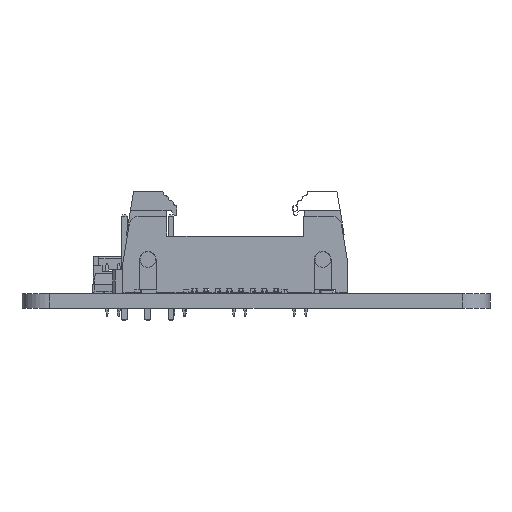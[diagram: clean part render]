
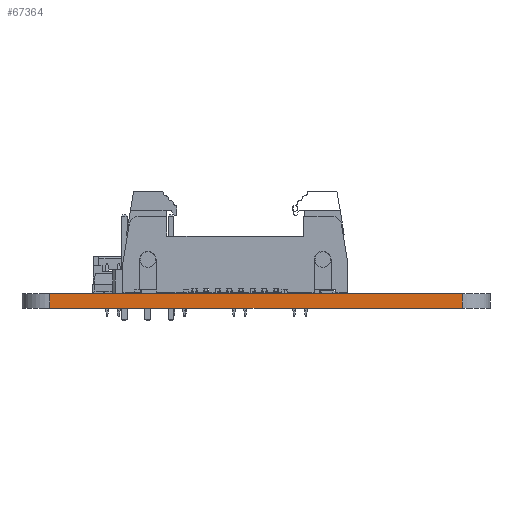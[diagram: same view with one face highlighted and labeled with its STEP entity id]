
A CAD part, front view. The second image highlights one B-rep face of the part: STEP entity #67364.
In plain terms, the highlighted planar face has unit normal (0, -1, 0).
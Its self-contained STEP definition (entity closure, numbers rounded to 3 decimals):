
#65758 = PLANE('',#65759);
#65759 = AXIS2_PLACEMENT_3D('',#65760,#65761,#65762);
#65760 = CARTESIAN_POINT('',(0.001,0.,1.6)
  );
#65761 = DIRECTION('',(0.,0.,1.));
#65762 = DIRECTION('',(1.,0.,-0.));
#65812 = PLANE('',#65813);
#65813 = AXIS2_PLACEMENT_3D('',#65814,#65815,#65816);
#65814 = CARTESIAN_POINT('',(0.001,0.,0.));
#65815 = DIRECTION('',(0.,0.,1.));
#65816 = DIRECTION('',(1.,0.,-0.));
#66037 = VERTEX_POINT('',#66038);
#66038 = CARTESIAN_POINT('',(-22.499,-17.5,0.));
#66053 = CYLINDRICAL_SURFACE('',#66054,3.);
#66054 = AXIS2_PLACEMENT_3D('',#66055,#66056,#66057);
#66055 = CARTESIAN_POINT('',(-22.499,-14.5,0.));
#66056 = DIRECTION('',(-0.,-0.,-1.));
#66057 = DIRECTION('',(1.,0.,-0.));
#66065 = EDGE_CURVE('',#66037,#66066,#66068,.T.);
#66066 = VERTEX_POINT('',#66067);
#66067 = CARTESIAN_POINT('',(22.501,-17.5,0.));
#66068 = SURFACE_CURVE('',#66069,(#66073,#66080),.PCURVE_S1.);
#66069 = LINE('',#66070,#66071);
#66070 = CARTESIAN_POINT('',(-22.499,-17.5,0.));
#66071 = VECTOR('',#66072,1.);
#66072 = DIRECTION('',(1.,0.,0.));
#66073 = PCURVE('',#65812,#66074);
#66074 = DEFINITIONAL_REPRESENTATION('',(#66075),#66079);
#66075 = LINE('',#66076,#66077);
#66076 = CARTESIAN_POINT('',(-22.5,-17.5));
#66077 = VECTOR('',#66078,1.);
#66078 = DIRECTION('',(1.,0.));
#66079 = ( GEOMETRIC_REPRESENTATION_CONTEXT(2) 
PARAMETRIC_REPRESENTATION_CONTEXT() REPRESENTATION_CONTEXT('2D SPACE',''
  ) );
#66080 = PCURVE('',#66081,#66086);
#66081 = PLANE('',#66082);
#66082 = AXIS2_PLACEMENT_3D('',#66083,#66084,#66085);
#66083 = CARTESIAN_POINT('',(-22.499,-17.5,0.));
#66084 = DIRECTION('',(0.,1.,0.));
#66085 = DIRECTION('',(1.,0.,0.));
#66086 = DEFINITIONAL_REPRESENTATION('',(#66087),#66091);
#66087 = LINE('',#66088,#66089);
#66088 = CARTESIAN_POINT('',(0.,0.));
#66089 = VECTOR('',#66090,1.);
#66090 = DIRECTION('',(1.,0.));
#66091 = ( GEOMETRIC_REPRESENTATION_CONTEXT(2) 
PARAMETRIC_REPRESENTATION_CONTEXT() REPRESENTATION_CONTEXT('2D SPACE',''
  ) );
#66110 = CYLINDRICAL_SURFACE('',#66111,3.);
#66111 = AXIS2_PLACEMENT_3D('',#66112,#66113,#66114);
#66112 = CARTESIAN_POINT('',(22.501,-14.5,0.));
#66113 = DIRECTION('',(-0.,-0.,-1.));
#66114 = DIRECTION('',(1.,0.,-0.));
#66723 = VERTEX_POINT('',#66724);
#66724 = CARTESIAN_POINT('',(-22.499,-17.5,1.6));
#66746 = EDGE_CURVE('',#66723,#66747,#66749,.T.);
#66747 = VERTEX_POINT('',#66748);
#66748 = CARTESIAN_POINT('',(22.501,-17.5,1.6));
#66749 = SURFACE_CURVE('',#66750,(#66754,#66761),.PCURVE_S1.);
#66750 = LINE('',#66751,#66752);
#66751 = CARTESIAN_POINT('',(-22.499,-17.5,1.6));
#66752 = VECTOR('',#66753,1.);
#66753 = DIRECTION('',(1.,0.,0.));
#66754 = PCURVE('',#65758,#66755);
#66755 = DEFINITIONAL_REPRESENTATION('',(#66756),#66760);
#66756 = LINE('',#66757,#66758);
#66757 = CARTESIAN_POINT('',(-22.5,-17.5));
#66758 = VECTOR('',#66759,1.);
#66759 = DIRECTION('',(1.,0.));
#66760 = ( GEOMETRIC_REPRESENTATION_CONTEXT(2) 
PARAMETRIC_REPRESENTATION_CONTEXT() REPRESENTATION_CONTEXT('2D SPACE',''
  ) );
#66761 = PCURVE('',#66081,#66762);
#66762 = DEFINITIONAL_REPRESENTATION('',(#66763),#66767);
#66763 = LINE('',#66764,#66765);
#66764 = CARTESIAN_POINT('',(0.,-1.6));
#66765 = VECTOR('',#66766,1.);
#66766 = DIRECTION('',(1.,0.));
#66767 = ( GEOMETRIC_REPRESENTATION_CONTEXT(2) 
PARAMETRIC_REPRESENTATION_CONTEXT() REPRESENTATION_CONTEXT('2D SPACE',''
  ) );
#67314 = EDGE_CURVE('',#66066,#66747,#67315,.T.);
#67315 = SURFACE_CURVE('',#67316,(#67320,#67327),.PCURVE_S1.);
#67316 = LINE('',#67317,#67318);
#67317 = CARTESIAN_POINT('',(22.501,-17.5,0.));
#67318 = VECTOR('',#67319,1.);
#67319 = DIRECTION('',(0.,0.,1.));
#67320 = PCURVE('',#66110,#67321);
#67321 = DEFINITIONAL_REPRESENTATION('',(#67322),#67326);
#67322 = LINE('',#67323,#67324);
#67323 = CARTESIAN_POINT('',(-4.712,0.));
#67324 = VECTOR('',#67325,1.);
#67325 = DIRECTION('',(-0.,-1.));
#67326 = ( GEOMETRIC_REPRESENTATION_CONTEXT(2) 
PARAMETRIC_REPRESENTATION_CONTEXT() REPRESENTATION_CONTEXT('2D SPACE',''
  ) );
#67327 = PCURVE('',#66081,#67328);
#67328 = DEFINITIONAL_REPRESENTATION('',(#67329),#67333);
#67329 = LINE('',#67330,#67331);
#67330 = CARTESIAN_POINT('',(45.,0.));
#67331 = VECTOR('',#67332,1.);
#67332 = DIRECTION('',(0.,-1.));
#67333 = ( GEOMETRIC_REPRESENTATION_CONTEXT(2) 
PARAMETRIC_REPRESENTATION_CONTEXT() REPRESENTATION_CONTEXT('2D SPACE',''
  ) );
#67364 = ADVANCED_FACE('',(#67365),#66081,.F.);
#67365 = FACE_BOUND('',#67366,.F.);
#67366 = EDGE_LOOP('',(#67367,#67388,#67389,#67390));
#67367 = ORIENTED_EDGE('',*,*,#67368,.T.);
#67368 = EDGE_CURVE('',#66037,#66723,#67369,.T.);
#67369 = SURFACE_CURVE('',#67370,(#67374,#67381),.PCURVE_S1.);
#67370 = LINE('',#67371,#67372);
#67371 = CARTESIAN_POINT('',(-22.499,-17.5,0.));
#67372 = VECTOR('',#67373,1.);
#67373 = DIRECTION('',(0.,0.,1.));
#67374 = PCURVE('',#66081,#67375);
#67375 = DEFINITIONAL_REPRESENTATION('',(#67376),#67380);
#67376 = LINE('',#67377,#67378);
#67377 = CARTESIAN_POINT('',(0.,0.));
#67378 = VECTOR('',#67379,1.);
#67379 = DIRECTION('',(0.,-1.));
#67380 = ( GEOMETRIC_REPRESENTATION_CONTEXT(2) 
PARAMETRIC_REPRESENTATION_CONTEXT() REPRESENTATION_CONTEXT('2D SPACE',''
  ) );
#67381 = PCURVE('',#66053,#67382);
#67382 = DEFINITIONAL_REPRESENTATION('',(#67383),#67387);
#67383 = LINE('',#67384,#67385);
#67384 = CARTESIAN_POINT('',(-4.712,0.));
#67385 = VECTOR('',#67386,1.);
#67386 = DIRECTION('',(-0.,-1.));
#67387 = ( GEOMETRIC_REPRESENTATION_CONTEXT(2) 
PARAMETRIC_REPRESENTATION_CONTEXT() REPRESENTATION_CONTEXT('2D SPACE',''
  ) );
#67388 = ORIENTED_EDGE('',*,*,#66746,.T.);
#67389 = ORIENTED_EDGE('',*,*,#67314,.F.);
#67390 = ORIENTED_EDGE('',*,*,#66065,.F.);
